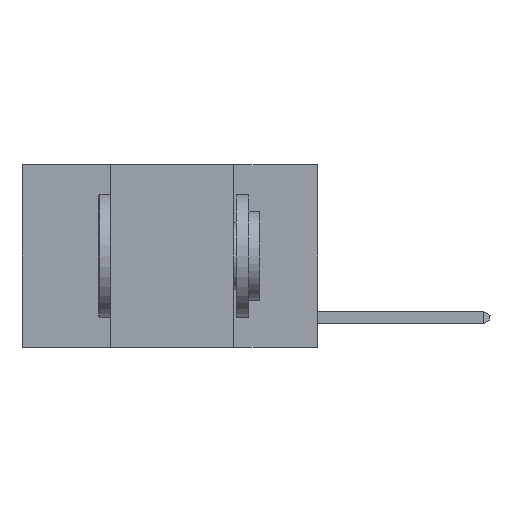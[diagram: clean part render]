
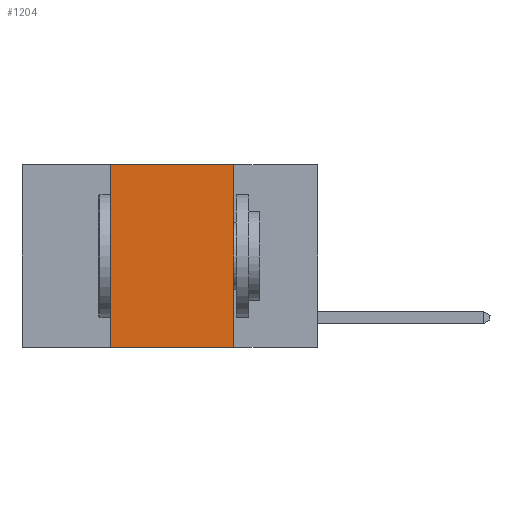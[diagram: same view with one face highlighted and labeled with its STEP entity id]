
A CAD part, left-side view. The second image highlights one B-rep face of the part: STEP entity #1204.
In plain terms, the highlighted planar face has unit normal (-1, 0, 0).
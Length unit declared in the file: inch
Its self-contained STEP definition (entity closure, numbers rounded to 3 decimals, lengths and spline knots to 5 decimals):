
#86 = EDGE_CURVE ( 'NONE', #11631, #11957, #2590, .T. ) ;
#226 = DIRECTION ( 'NONE',  ( 0., 0., -1. ) ) ;
#783 = LINE ( 'NONE', #3958, #7045 ) ;
#1204 = ADVANCED_FACE ( 'NONE', ( #4349 ), #3279, .F. ) ;
#2183 = DIRECTION ( 'NONE',  ( 0., -1., 0. ) ) ;
#2291 = CARTESIAN_POINT ( 'NONE',  ( 0., 0.6, 0. ) ) ;
#2540 = CARTESIAN_POINT ( 'NONE',  ( 0., 0.17, 0. ) ) ;
#2590 = LINE ( 'NONE', #10296, #5322 ) ;
#3140 = ORIENTED_EDGE ( 'NONE', *, *, #6211, .T. ) ;
#3188 = AXIS2_PLACEMENT_3D ( 'NONE', #2291, #8533, #226 ) ;
#3254 = VECTOR ( 'NONE', #5188, 39.37008 ) ;
#3279 = PLANE ( 'NONE',  #3188 ) ;
#3611 = EDGE_LOOP ( 'NONE', ( #6140, #8436, #8275, #3140 ) ) ;
#3958 = CARTESIAN_POINT ( 'NONE',  ( 0., 0.42, 0. ) ) ;
#4349 = FACE_OUTER_BOUND ( 'NONE', #3611, .T. ) ;
#5166 = LINE ( 'NONE', #12046, #3254 ) ;
#5188 = DIRECTION ( 'NONE',  ( 0., -1., 0. ) ) ;
#5322 = VECTOR ( 'NONE', #10334, 39.37008 ) ;
#6027 = DIRECTION ( 'NONE',  ( 0., 0., 1. ) ) ;
#6140 = ORIENTED_EDGE ( 'NONE', *, *, #86, .F. ) ;
#6173 = VECTOR ( 'NONE', #2183, 39.37008 ) ;
#6211 = EDGE_CURVE ( 'NONE', #12231, #11957, #11607, .T. ) ;
#7045 = VECTOR ( 'NONE', #6027, 39.37008 ) ;
#8001 = VERTEX_POINT ( 'NONE', #8540 ) ;
#8249 = CARTESIAN_POINT ( 'NONE',  ( 0., 0.42, -0.37 ) ) ;
#8275 = ORIENTED_EDGE ( 'NONE', *, *, #12186, .F. ) ;
#8392 = CARTESIAN_POINT ( 'NONE',  ( 0., 0.6, -0.37 ) ) ;
#8436 = ORIENTED_EDGE ( 'NONE', *, *, #9746, .F. ) ;
#8533 = DIRECTION ( 'NONE',  ( 1., 0., 0. ) ) ;
#8540 = CARTESIAN_POINT ( 'NONE',  ( 0., 0.42, 0. ) ) ;
#9746 = EDGE_CURVE ( 'NONE', #8001, #11631, #5166, .T. ) ;
#10296 = CARTESIAN_POINT ( 'NONE',  ( 0., 0.17, 0. ) ) ;
#10334 = DIRECTION ( 'NONE',  ( 0., 0., -1. ) ) ;
#11506 = CARTESIAN_POINT ( 'NONE',  ( 0., 0.17, -0.37 ) ) ;
#11607 = LINE ( 'NONE', #8392, #6173 ) ;
#11631 = VERTEX_POINT ( 'NONE', #2540 ) ;
#11957 = VERTEX_POINT ( 'NONE', #11506 ) ;
#12046 = CARTESIAN_POINT ( 'NONE',  ( 0., 0.6, 0. ) ) ;
#12186 = EDGE_CURVE ( 'NONE', #12231, #8001, #783, .T. ) ;
#12231 = VERTEX_POINT ( 'NONE', #8249 ) ;
